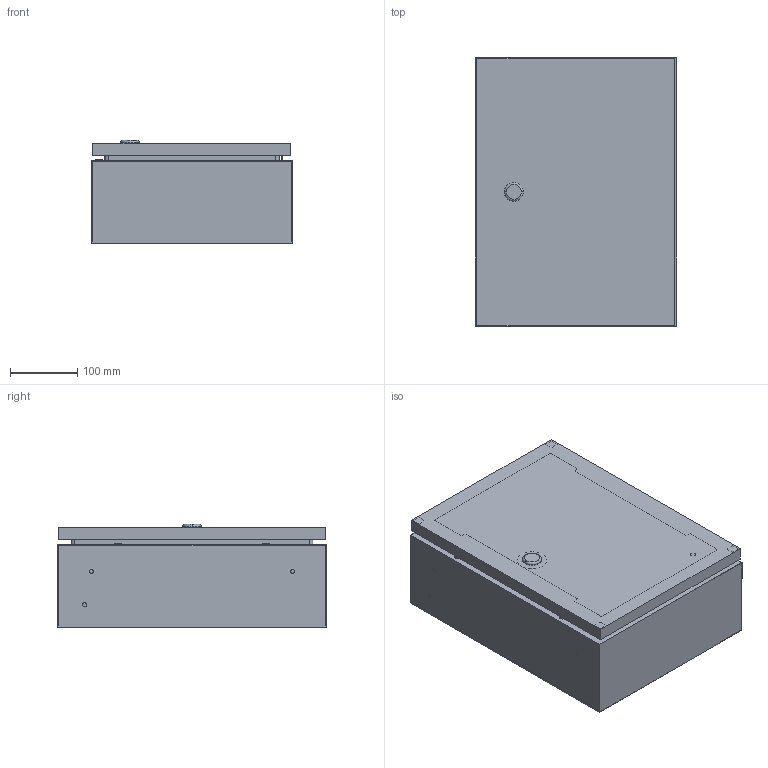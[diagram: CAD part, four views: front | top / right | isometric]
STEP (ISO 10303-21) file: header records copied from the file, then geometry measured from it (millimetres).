
FILE_DESCRIPTION (( 'STEP AP214' ), '1' );
FILE_NAME ('TI5-10-N-040-030-015-66.STEP', '2023-05-10T15:40:28', ( '' ), ( '' ), 'SwSTEP 2.0', 'SolidWorks 2022', '' );
FILE_SCHEMA (( 'AUTOMOTIVE_DESIGN' ));
Length unit declared in the file: millimetre
Products named in the file (4): Дверь_400x300; TI5-10-N-040-030-015-66; Оболочка_400х300х150; Панель_400х300
Assembly tree (3 placements, depth 2):
  TI5-10-N-040-030-015-66
    Оболочка_400х300х150
    Дверь_400x300
    Панель_400х300
Bounding box: 300 x 400 x 154.1 mm (x, y, z)
Volume: 975127.6 mm3; surface area: 1238778.2 mm2
Topology: 3 solids, 3 shells, 315 faces, 782 edges, 503 vertices
Faces by surface type: plane 189, cylinder 108, torus 10, cone 8
Entity records: 9564 total; most frequent: DIRECTION 1670, CARTESIAN_POINT 1606, ORIENTED_EDGE 1564, EDGE_CURVE 782, AXIS2_PLACEMENT_3D 567, LINE 536, VECTOR 536, VERTEX_POINT 503
